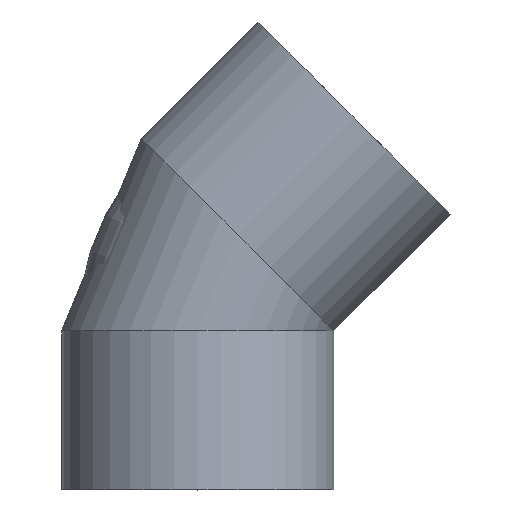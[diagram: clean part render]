
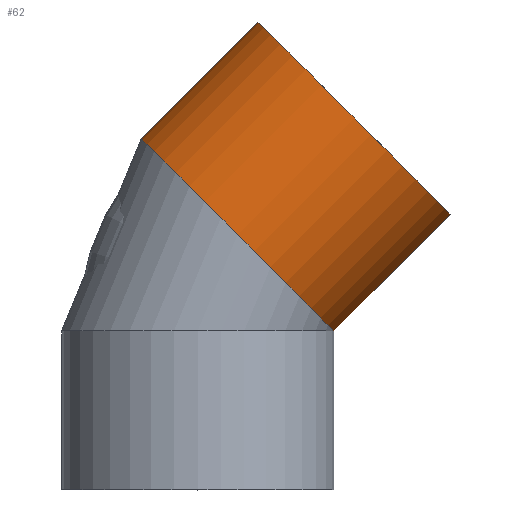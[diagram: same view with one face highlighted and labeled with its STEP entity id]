
A CAD part, top view. The second image highlights one B-rep face of the part: STEP entity #62.
In plain terms, the highlighted cylindrical face has radius 157.5 mm (diameter 315 mm), a partial arc.
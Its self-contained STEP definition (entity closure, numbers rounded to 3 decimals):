
#1 = ORIENTED_EDGE ( 'NONE', *, *, #215, .T. ) ;
#2 = AXIS2_PLACEMENT_3D ( 'NONE', #268, #377, #82 ) ;
#7 = ORIENTED_EDGE ( 'NONE', *, *, #115, .T. ) ;
#14 = CIRCLE ( 'NONE', #2, 157.5 ) ;
#28 = CARTESIAN_POINT ( 'NONE',  ( 181., 430., 0. ) ) ;
#31 = LINE ( 'NONE', #191, #140 ) ;
#62 = ADVANCED_FACE ( 'NONE', ( #280 ), #390, .T. ) ;
#73 = EDGE_CURVE ( 'NONE', #267, #426, #416, .T. ) ;
#82 = DIRECTION ( 'NONE',  ( 0., 0., 1. ) ) ;
#92 = EDGE_CURVE ( 'NONE', #426, #270, #163, .T. ) ;
#99 = CARTESIAN_POINT ( 'NONE',  ( 46.131, 295.131, 0. ) ) ;
#115 = EDGE_CURVE ( 'NONE', #425, #270, #31, .T. ) ;
#134 = CARTESIAN_POINT ( 'NONE',  ( 69.631, 541.369, 0. ) ) ;
#140 = VECTOR ( 'NONE', #318, 1000. ) ;
#145 = CARTESIAN_POINT ( 'NONE',  ( -65.239, 406.5, 0. ) ) ;
#156 = AXIS2_PLACEMENT_3D ( 'NONE', #28, #189, #316 ) ;
#160 = EDGE_LOOP ( 'NONE', ( #1, #7, #211, #348 ) ) ;
#163 = CIRCLE ( 'NONE', #156, 157.5 ) ;
#175 = VECTOR ( 'NONE', #283, 1000. ) ;
#189 = DIRECTION ( 'NONE',  ( 0.707, 0.707, 0. ) ) ;
#191 = CARTESIAN_POINT ( 'NONE',  ( 157.5, 183.761, 0. ) ) ;
#193 = AXIS2_PLACEMENT_3D ( 'NONE', #99, #253, #362 ) ;
#211 = ORIENTED_EDGE ( 'NONE', *, *, #92, .F. ) ;
#215 = EDGE_CURVE ( 'NONE', #267, #425, #14, .T. ) ;
#253 = DIRECTION ( 'NONE',  ( 0.707, 0.707, 0. ) ) ;
#267 = VERTEX_POINT ( 'NONE', #302 ) ;
#268 = CARTESIAN_POINT ( 'NONE',  ( 46.131, 295.131, 0. ) ) ;
#270 = VERTEX_POINT ( 'NONE', #380 ) ;
#280 = FACE_OUTER_BOUND ( 'NONE', #160, .T. ) ;
#283 = DIRECTION ( 'NONE',  ( 0.707, 0.707, 0. ) ) ;
#302 = CARTESIAN_POINT ( 'NONE',  ( -65.239, 406.5, 0. ) ) ;
#316 = DIRECTION ( 'NONE',  ( 0., 0., 1. ) ) ;
#318 = DIRECTION ( 'NONE',  ( 0.707, 0.707, 0. ) ) ;
#348 = ORIENTED_EDGE ( 'NONE', *, *, #73, .F. ) ;
#362 = DIRECTION ( 'NONE',  ( -0.707, 0.707, 0. ) ) ;
#377 = DIRECTION ( 'NONE',  ( 0.707, 0.707, 0. ) ) ;
#380 = CARTESIAN_POINT ( 'NONE',  ( 292.369, 318.631, 0. ) ) ;
#390 = CYLINDRICAL_SURFACE ( 'NONE', #193, 157.5 ) ;
#409 = CARTESIAN_POINT ( 'NONE',  ( 157.5, 183.761, 0. ) ) ;
#416 = LINE ( 'NONE', #145, #175 ) ;
#425 = VERTEX_POINT ( 'NONE', #409 ) ;
#426 = VERTEX_POINT ( 'NONE', #134 ) ;
